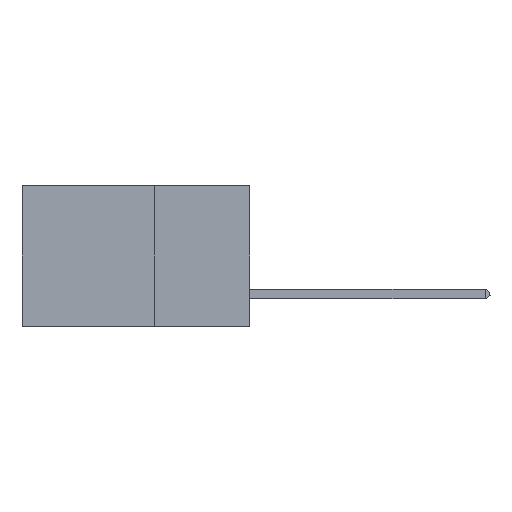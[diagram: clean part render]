
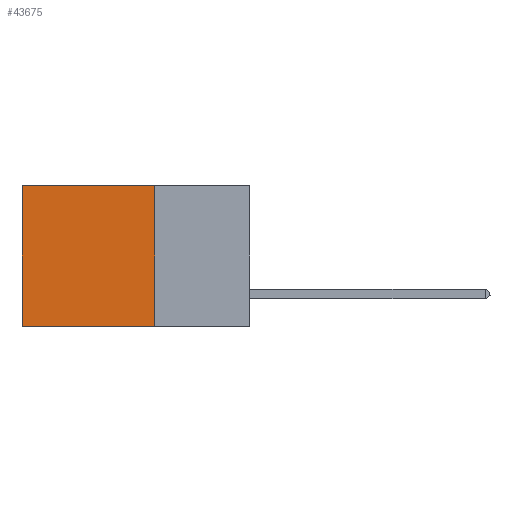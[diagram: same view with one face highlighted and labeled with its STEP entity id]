
A CAD part, left-side view. The second image highlights one B-rep face of the part: STEP entity #43675.
In plain terms, the highlighted planar face has unit normal (-1, 0, 0).
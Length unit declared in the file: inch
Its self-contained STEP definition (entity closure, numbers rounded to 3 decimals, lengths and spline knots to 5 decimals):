
#74 = CARTESIAN_POINT ( 'NONE',  ( 0.2875, 0.25, -0.37 ) ) ;
#898 = DIRECTION ( 'NONE',  ( 0., 0., -1. ) ) ;
#924 = PLANE ( 'NONE',  #21146 ) ;
#1838 = ORIENTED_EDGE ( 'NONE', *, *, #12215, .T. ) ;
#4170 = LINE ( 'NONE', #27269, #6872 ) ;
#4323 = DIRECTION ( 'NONE',  ( 1., 0., 0. ) ) ;
#5756 = VECTOR ( 'NONE', #14666, 39.37008 ) ;
#6006 = CARTESIAN_POINT ( 'NONE',  ( 0.2875, 0.6, 0. ) ) ;
#6872 = VECTOR ( 'NONE', #898, 39.37008 ) ;
#7264 = VECTOR ( 'NONE', #18967, 39.37008 ) ;
#7279 = EDGE_CURVE ( 'NONE', #11002, #19174, #27087, .T. ) ;
#7683 = EDGE_CURVE ( 'NONE', #33778, #35811, #43894, .T. ) ;
#11002 = VERTEX_POINT ( 'NONE', #35934 ) ;
#11949 = ORIENTED_EDGE ( 'NONE', *, *, #7683, .F. ) ;
#12215 = EDGE_CURVE ( 'NONE', #19174, #35811, #4170, .T. ) ;
#14666 = DIRECTION ( 'NONE',  ( 0., 1., 0. ) ) ;
#15551 = CARTESIAN_POINT ( 'NONE',  ( 0.2875, 0.25, 0. ) ) ;
#16371 = LINE ( 'NONE', #15551, #7264 ) ;
#17028 = DIRECTION ( 'NONE',  ( 0., 1., 0. ) ) ;
#18967 = DIRECTION ( 'NONE',  ( 0., 0., -1. ) ) ;
#19174 = VERTEX_POINT ( 'NONE', #6006 ) ;
#21146 = AXIS2_PLACEMENT_3D ( 'NONE', #28279, #4323, #28134 ) ;
#24843 = VECTOR ( 'NONE', #17028, 39.37008 ) ;
#25533 = ORIENTED_EDGE ( 'NONE', *, *, #39188, .F. ) ;
#25782 = EDGE_LOOP ( 'NONE', ( #1838, #11949, #25533, #33069 ) ) ;
#27087 = LINE ( 'NONE', #28487, #5756 ) ;
#27269 = CARTESIAN_POINT ( 'NONE',  ( 0.2875, 0.6, 0. ) ) ;
#28134 = DIRECTION ( 'NONE',  ( 0., 0., -1. ) ) ;
#28279 = CARTESIAN_POINT ( 'NONE',  ( 0.2875, 0.25, 0. ) ) ;
#28487 = CARTESIAN_POINT ( 'NONE',  ( 0.2875, 0.25, 0. ) ) ;
#33069 = ORIENTED_EDGE ( 'NONE', *, *, #7279, .T. ) ;
#33778 = VERTEX_POINT ( 'NONE', #41691 ) ;
#35811 = VERTEX_POINT ( 'NONE', #38720 ) ;
#35934 = CARTESIAN_POINT ( 'NONE',  ( 0.2875, 0.25, 0. ) ) ;
#38000 = FACE_OUTER_BOUND ( 'NONE', #25782, .T. ) ;
#38720 = CARTESIAN_POINT ( 'NONE',  ( 0.2875, 0.6, -0.37 ) ) ;
#39188 = EDGE_CURVE ( 'NONE', #11002, #33778, #16371, .T. ) ;
#41691 = CARTESIAN_POINT ( 'NONE',  ( 0.2875, 0.25, -0.37 ) ) ;
#43675 = ADVANCED_FACE ( 'NONE', ( #38000 ), #924, .F. ) ;
#43894 = LINE ( 'NONE', #74, #24843 ) ;
